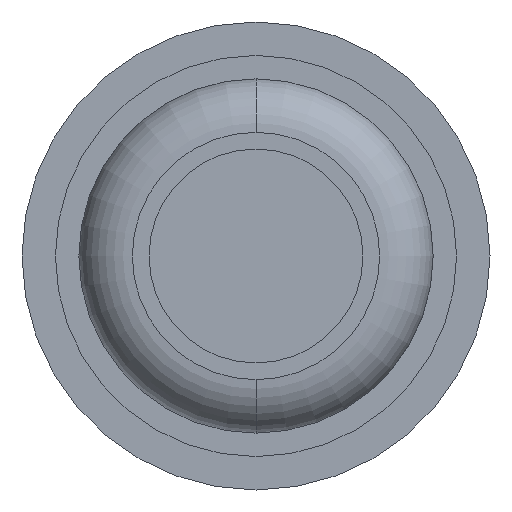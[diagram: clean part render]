
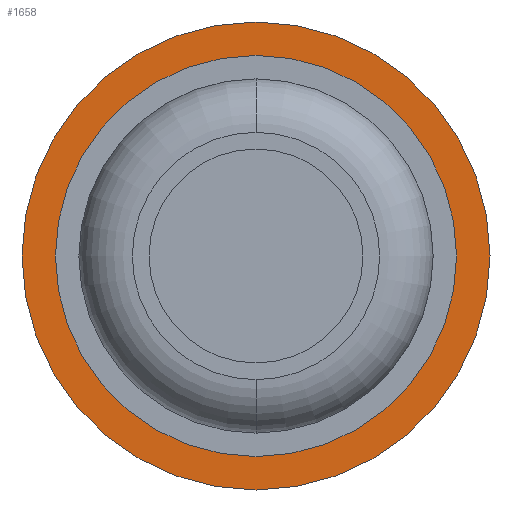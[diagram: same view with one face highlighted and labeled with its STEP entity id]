
A CAD part, front view. The second image highlights one B-rep face of the part: STEP entity #1658.
In plain terms, the highlighted planar face has unit normal (0, -1, 0).
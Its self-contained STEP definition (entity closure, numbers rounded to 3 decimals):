
#212 = VERTEX_POINT ( 'NONE', #1122 ) ;
#369 = AXIS2_PLACEMENT_3D ( 'NONE', #834, #1571, #1181 ) ;
#432 = VERTEX_POINT ( 'NONE', #3633 ) ;
#434 = CIRCLE ( 'NONE', #369, 1.5 ) ;
#538 = DIRECTION ( 'NONE',  ( 0., 1., 0. ) ) ;
#681 = DIRECTION ( 'NONE',  ( 0., 0., -1. ) ) ;
#695 = CARTESIAN_POINT ( 'NONE',  ( -1.75, -0.8, 0. ) ) ;
#764 = DIRECTION ( 'NONE',  ( 0., 0., 1. ) ) ;
#811 = CARTESIAN_POINT ( 'NONE',  ( 0., -0.8, 1.75 ) ) ;
#834 = CARTESIAN_POINT ( 'NONE',  ( 0., -0.8, 0. ) ) ;
#904 = CIRCLE ( 'NONE', #1632, 1.75 ) ;
#1023 = DIRECTION ( 'NONE',  ( 0., -1., 0. ) ) ;
#1111 = ORIENTED_EDGE ( 'NONE', *, *, #4213, .F. ) ;
#1122 = CARTESIAN_POINT ( 'NONE',  ( 0., -0.8, 1.5 ) ) ;
#1181 = DIRECTION ( 'NONE',  ( 0., 0., 1. ) ) ;
#1198 = CARTESIAN_POINT ( 'NONE',  ( 0., -0.8, -1.75 ) ) ;
#1454 = DIRECTION ( 'NONE',  ( 0., 1., 0. ) ) ;
#1571 = DIRECTION ( 'NONE',  ( 0., 1., 0. ) ) ;
#1632 = AXIS2_PLACEMENT_3D ( 'NONE', #3804, #1454, #1831 ) ;
#1658 = ADVANCED_FACE ( 'Defeature ausgef�hrt2_6', ( #4034, #2455 ), #3068, .T. ) ;
#1709 = CIRCLE ( 'NONE', #2094, 1.5 ) ;
#1778 = DIRECTION ( 'NONE',  ( 0., 1., 0. ) ) ;
#1831 = DIRECTION ( 'NONE',  ( 0., 0., 1. ) ) ;
#2094 = AXIS2_PLACEMENT_3D ( 'NONE', #3165, #1778, #764 ) ;
#2165 = EDGE_LOOP ( 'NONE', ( #3047, #2629 ) ) ;
#2369 = EDGE_CURVE ( 'Defeature ausgef�hrt2_6+Defeature ausgef�hrt2_5+Defeature ausgef�hrt2_5+Defeature ausgef�hrt2_5', #432, #212, #434, .T. ) ;
#2455 = FACE_OUTER_BOUND ( 'NONE', #2832, .T. ) ;
#2564 = ORIENTED_EDGE ( 'NONE', *, *, #4067, .F. ) ;
#2583 = CARTESIAN_POINT ( 'NONE',  ( 0., -0.8, 0. ) ) ;
#2629 = ORIENTED_EDGE ( 'NONE', *, *, #2369, .T. ) ;
#2729 = CIRCLE ( 'NONE', #4418, 1.75 ) ;
#2832 = EDGE_LOOP ( 'NONE', ( #2564, #1111 ) ) ;
#2899 = AXIS2_PLACEMENT_3D ( 'NONE', #695, #1023, #681 ) ;
#2909 = DIRECTION ( 'NONE',  ( 0., 0., 1. ) ) ;
#3047 = ORIENTED_EDGE ( 'NONE', *, *, #4082, .T. ) ;
#3068 = PLANE ( 'NONE',  #2899 ) ;
#3165 = CARTESIAN_POINT ( 'NONE',  ( 0., -0.8, 0. ) ) ;
#3513 = VERTEX_POINT ( 'NONE', #811 ) ;
#3633 = CARTESIAN_POINT ( 'NONE',  ( 0., -0.8, -1.5 ) ) ;
#3661 = VERTEX_POINT ( 'NONE', #1198 ) ;
#3804 = CARTESIAN_POINT ( 'NONE',  ( 0., -0.8, 0. ) ) ;
#4034 = FACE_BOUND ( 'NONE', #2165, .T. ) ;
#4067 = EDGE_CURVE ( 'Defeature ausgef�hrt2_7+Defeature ausgef�hrt2_6+Defeature ausgef�hrt2_6+Defeature ausgef�hrt2_6', #3513, #3661, #904, .T. ) ;
#4082 = EDGE_CURVE ( 'Defeature ausgef�hrt2_6+Defeature ausgef�hrt2_5+Defeature ausgef�hrt2_5+Defeature ausgef�hrt2_5', #212, #432, #1709, .T. ) ;
#4213 = EDGE_CURVE ( 'Defeature ausgef�hrt2_7+Defeature ausgef�hrt2_6+Defeature ausgef�hrt2_6+Defeature ausgef�hrt2_6', #3661, #3513, #2729, .T. ) ;
#4418 = AXIS2_PLACEMENT_3D ( 'NONE', #2583, #538, #2909 ) ;
